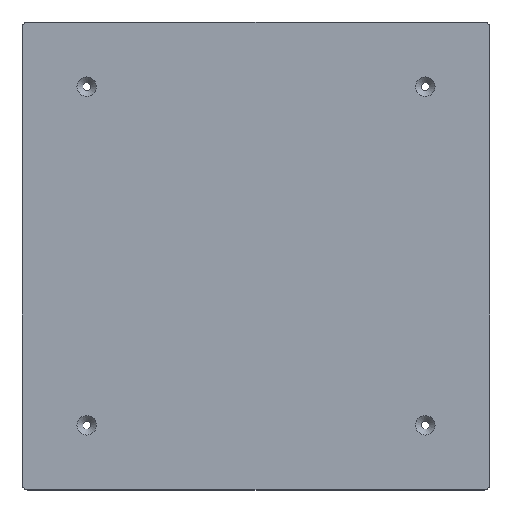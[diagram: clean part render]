
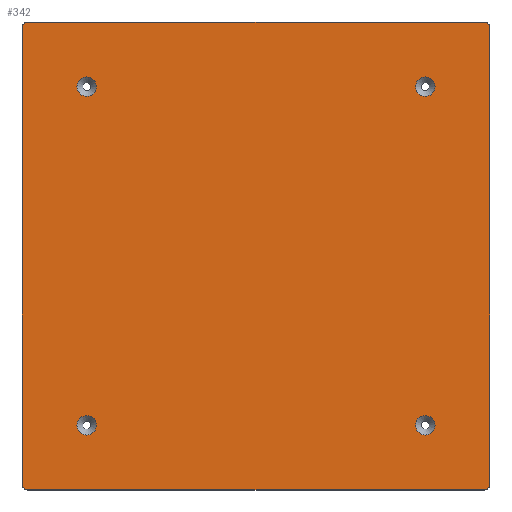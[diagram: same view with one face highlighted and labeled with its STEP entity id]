
A CAD part, top view. The second image highlights one B-rep face of the part: STEP entity #342.
In plain terms, the highlighted planar face has unit normal (0, 0, 1).
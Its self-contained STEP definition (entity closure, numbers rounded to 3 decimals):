
#23=FACE_BOUND('',#65,.T.);
#24=FACE_BOUND('',#66,.T.);
#25=FACE_BOUND('',#67,.T.);
#26=FACE_BOUND('',#68,.T.);
#32=PLANE('',#386);
#42=FACE_OUTER_BOUND('',#64,.T.);
#64=EDGE_LOOP('',(#273,#274,#275,#276,#277,#278,#279,#280));
#65=EDGE_LOOP('',(#281));
#66=EDGE_LOOP('',(#282));
#67=EDGE_LOOP('',(#283));
#68=EDGE_LOOP('',(#284));
#85=LINE('',#555,#109);
#88=LINE('',#559,#112);
#90=LINE('',#562,#114);
#91=LINE('',#564,#115);
#109=VECTOR('',#443,1000.);
#112=VECTOR('',#448,1000.);
#114=VECTOR('',#452,1000.);
#115=VECTOR('',#455,1000.);
#125=CIRCLE('',#366,3.);
#127=CIRCLE('',#369,3.);
#129=CIRCLE('',#372,3.);
#131=CIRCLE('',#375,3.);
#137=CIRCLE('',#387,4.9);
#138=CIRCLE('',#388,4.9);
#139=CIRCLE('',#389,4.9);
#140=CIRCLE('',#390,4.9);
#149=VERTEX_POINT('',#519);
#150=VERTEX_POINT('',#520);
#153=VERTEX_POINT('',#528);
#154=VERTEX_POINT('',#529);
#157=VERTEX_POINT('',#537);
#158=VERTEX_POINT('',#538);
#161=VERTEX_POINT('',#546);
#162=VERTEX_POINT('',#547);
#169=VERTEX_POINT('',#576);
#170=VERTEX_POINT('',#578);
#171=VERTEX_POINT('',#580);
#172=VERTEX_POINT('',#582);
#181=EDGE_CURVE('',#149,#150,#125,.T.);
#185=EDGE_CURVE('',#153,#154,#127,.T.);
#189=EDGE_CURVE('',#157,#158,#129,.T.);
#193=EDGE_CURVE('',#161,#162,#131,.T.);
#197=EDGE_CURVE('',#162,#157,#85,.T.);
#200=EDGE_CURVE('',#150,#161,#88,.T.);
#202=EDGE_CURVE('',#154,#149,#90,.T.);
#203=EDGE_CURVE('',#158,#153,#91,.T.);
#209=EDGE_CURVE('',#169,#169,#137,.T.);
#210=EDGE_CURVE('',#170,#170,#138,.T.);
#211=EDGE_CURVE('',#171,#171,#139,.T.);
#212=EDGE_CURVE('',#172,#172,#140,.T.);
#273=ORIENTED_EDGE('',*,*,#200,.T.);
#274=ORIENTED_EDGE('',*,*,#193,.T.);
#275=ORIENTED_EDGE('',*,*,#197,.T.);
#276=ORIENTED_EDGE('',*,*,#189,.T.);
#277=ORIENTED_EDGE('',*,*,#203,.T.);
#278=ORIENTED_EDGE('',*,*,#185,.T.);
#279=ORIENTED_EDGE('',*,*,#202,.T.);
#280=ORIENTED_EDGE('',*,*,#181,.T.);
#281=ORIENTED_EDGE('',*,*,#209,.T.);
#282=ORIENTED_EDGE('',*,*,#210,.T.);
#283=ORIENTED_EDGE('',*,*,#211,.T.);
#284=ORIENTED_EDGE('',*,*,#212,.T.);
#342=ADVANCED_FACE('',(#42,#23,#24,#25,#26),#32,.F.);
#366=AXIS2_PLACEMENT_3D('',#521,#411,#412);
#369=AXIS2_PLACEMENT_3D('',#530,#419,#420);
#372=AXIS2_PLACEMENT_3D('',#539,#427,#428);
#375=AXIS2_PLACEMENT_3D('',#548,#435,#436);
#386=AXIS2_PLACEMENT_3D('',#575,#467,#468);
#387=AXIS2_PLACEMENT_3D('',#577,#469,#470);
#388=AXIS2_PLACEMENT_3D('',#579,#471,#472);
#389=AXIS2_PLACEMENT_3D('',#581,#473,#474);
#390=AXIS2_PLACEMENT_3D('',#583,#475,#476);
#411=DIRECTION('center_axis',(0.,0.,1.));
#412=DIRECTION('ref_axis',(-1.,0.,0.));
#419=DIRECTION('center_axis',(0.,0.,1.));
#420=DIRECTION('ref_axis',(-1.,0.,0.));
#427=DIRECTION('center_axis',(0.,0.,1.));
#428=DIRECTION('ref_axis',(-1.,0.,0.));
#435=DIRECTION('center_axis',(0.,0.,1.));
#436=DIRECTION('ref_axis',(-1.,0.,0.));
#443=DIRECTION('',(1.,0.,0.));
#448=DIRECTION('',(0.,-1.,0.));
#452=DIRECTION('',(-1.,0.,0.));
#455=DIRECTION('',(0.,1.,0.));
#467=DIRECTION('center_axis',(0.,0.,-1.));
#468=DIRECTION('ref_axis',(-1.,0.,0.));
#469=DIRECTION('center_axis',(0.,0.,-1.));
#470=DIRECTION('ref_axis',(-1.,0.,0.));
#471=DIRECTION('center_axis',(0.,0.,-1.));
#472=DIRECTION('ref_axis',(-1.,0.,0.));
#473=DIRECTION('center_axis',(0.,0.,-1.));
#474=DIRECTION('ref_axis',(-1.,0.,0.));
#475=DIRECTION('center_axis',(0.,0.,-1.));
#476=DIRECTION('ref_axis',(-1.,0.,0.));
#519=CARTESIAN_POINT('',(-114.5,117.5,3.));
#520=CARTESIAN_POINT('',(-117.5,114.5,3.));
#521=CARTESIAN_POINT('Origin',(-114.5,114.5,3.));
#528=CARTESIAN_POINT('',(117.5,114.5,3.));
#529=CARTESIAN_POINT('',(114.5,117.5,3.));
#530=CARTESIAN_POINT('Origin',(114.5,114.5,3.));
#537=CARTESIAN_POINT('',(114.5,-117.5,3.));
#538=CARTESIAN_POINT('',(117.5,-114.5,3.));
#539=CARTESIAN_POINT('Origin',(114.5,-114.5,3.));
#546=CARTESIAN_POINT('',(-117.5,-114.5,3.));
#547=CARTESIAN_POINT('',(-114.5,-117.5,3.));
#548=CARTESIAN_POINT('Origin',(-114.5,-114.5,3.));
#555=CARTESIAN_POINT('',(-117.5,-117.5,3.));
#559=CARTESIAN_POINT('',(-117.5,-117.5,3.));
#562=CARTESIAN_POINT('',(-117.5,117.5,3.));
#564=CARTESIAN_POINT('',(117.5,-117.5,3.));
#575=CARTESIAN_POINT('Origin',(0.,0.,3.));
#576=CARTESIAN_POINT('',(-89.9,85.,3.));
#577=CARTESIAN_POINT('Origin',(-85.,85.,3.));
#578=CARTESIAN_POINT('',(80.1,85.,3.));
#579=CARTESIAN_POINT('Origin',(85.,85.,3.));
#580=CARTESIAN_POINT('',(80.1,-85.,3.));
#581=CARTESIAN_POINT('Origin',(85.,-85.,3.));
#582=CARTESIAN_POINT('',(-89.9,-85.,3.));
#583=CARTESIAN_POINT('Origin',(-85.,-85.,3.));
